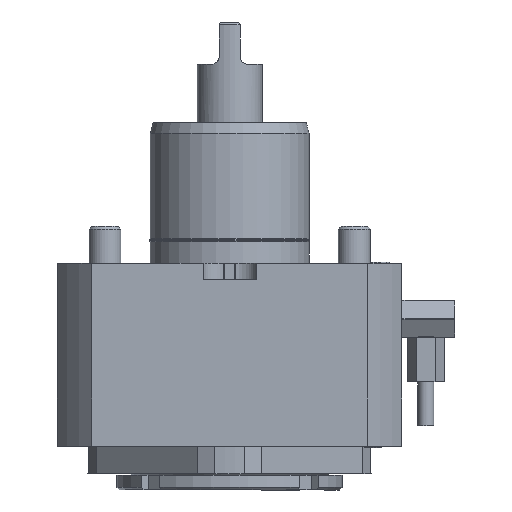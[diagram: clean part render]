
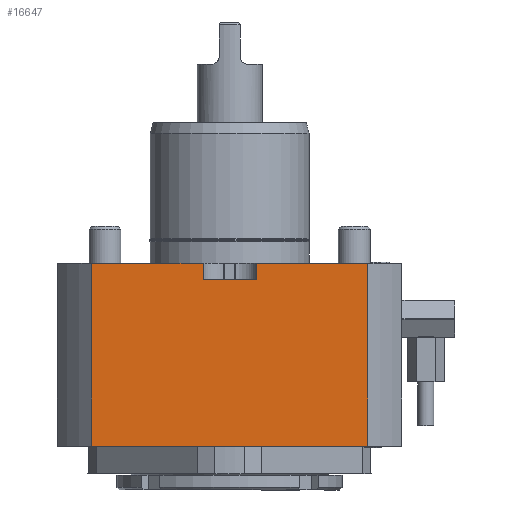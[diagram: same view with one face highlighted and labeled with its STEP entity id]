
A CAD part, front view. The second image highlights one B-rep face of the part: STEP entity #16647.
In plain terms, the highlighted planar face has unit normal (0, -1, 0).
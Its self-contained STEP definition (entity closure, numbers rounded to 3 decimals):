
#298 = CARTESIAN_POINT ( 'NONE',  ( 32.5, -54., -6.1 ) ) ;
#660 = DIRECTION ( 'NONE',  ( -1., 0., 0. ) ) ;
#904 = CARTESIAN_POINT ( 'NONE',  ( 10., -54., -34.5 ) ) ;
#1275 = CARTESIAN_POINT ( 'NONE',  ( 52.048, -54., 0. ) ) ;
#1330 = ORIENTED_EDGE ( 'NONE', *, *, #9894, .T. ) ;
#1347 = DIRECTION ( 'NONE',  ( -1., 0., 0. ) ) ;
#2191 = ORIENTED_EDGE ( 'NONE', *, *, #5963, .T. ) ;
#3036 = DIRECTION ( 'NONE',  ( 0., -1., 0. ) ) ;
#3318 = VECTOR ( 'NONE', #4329, 1000. ) ;
#3540 = CARTESIAN_POINT ( 'NONE',  ( -10., -54., -6.1 ) ) ;
#4329 = DIRECTION ( 'NONE',  ( 0., 0., 1. ) ) ;
#4424 = VERTEX_POINT ( 'NONE', #20348 ) ;
#4789 = EDGE_CURVE ( 'NONE', #19431, #4424, #14757, .T. ) ;
#4966 = DIRECTION ( 'NONE',  ( -1., 0., 0. ) ) ;
#4980 = VECTOR ( 'NONE', #16583, 1000. ) ;
#5079 = CARTESIAN_POINT ( 'NONE',  ( 52.048, -54., 0. ) ) ;
#5363 = VECTOR ( 'NONE', #660, 1000. ) ;
#5963 = EDGE_CURVE ( 'NONE', #4424, #14411, #15640, .T. ) ;
#6072 = CARTESIAN_POINT ( 'NONE',  ( -10., -54., -34.5 ) ) ;
#6303 = CARTESIAN_POINT ( 'NONE',  ( 52.048, -54., -69. ) ) ;
#6582 = LINE ( 'NONE', #1275, #8715 ) ;
#6749 = CARTESIAN_POINT ( 'NONE',  ( 65., -54., -69. ) ) ;
#6770 = LINE ( 'NONE', #20626, #7610 ) ;
#6986 = FACE_OUTER_BOUND ( 'NONE', #8541, .T. ) ;
#7283 = EDGE_CURVE ( 'NONE', #11573, #19431, #13736, .T. ) ;
#7610 = VECTOR ( 'NONE', #1347, 1000. ) ;
#8090 = ORIENTED_EDGE ( 'NONE', *, *, #10175, .T. ) ;
#8541 = EDGE_LOOP ( 'NONE', ( #13547, #8090, #1330, #15739, #18480, #13432, #9764, #2191 ) ) ;
#8715 = VECTOR ( 'NONE', #15487, 1000. ) ;
#9764 = ORIENTED_EDGE ( 'NONE', *, *, #4789, .T. ) ;
#9894 = EDGE_CURVE ( 'NONE', #14816, #21938, #14346, .T. ) ;
#10175 = EDGE_CURVE ( 'NONE', #12920, #14816, #6770, .T. ) ;
#10807 = DIRECTION ( 'NONE',  ( 0., 0., -1. ) ) ;
#11573 = VERTEX_POINT ( 'NONE', #5079 ) ;
#11596 = LINE ( 'NONE', #6072, #3318 ) ;
#12674 = VECTOR ( 'NONE', #10807, 1000. ) ;
#12920 = VERTEX_POINT ( 'NONE', #19132 ) ;
#13135 = AXIS2_PLACEMENT_3D ( 'NONE', #6749, #3036, #4966 ) ;
#13432 = ORIENTED_EDGE ( 'NONE', *, *, #7283, .T. ) ;
#13547 = ORIENTED_EDGE ( 'NONE', *, *, #14559, .T. ) ;
#13736 = LINE ( 'NONE', #22379, #22521 ) ;
#14346 = LINE ( 'NONE', #21339, #12674 ) ;
#14411 = VERTEX_POINT ( 'NONE', #3540 ) ;
#14559 = EDGE_CURVE ( 'NONE', #14411, #12920, #11596, .T. ) ;
#14757 = LINE ( 'NONE', #904, #4980 ) ;
#14816 = VERTEX_POINT ( 'NONE', #16976 ) ;
#15477 = VERTEX_POINT ( 'NONE', #6303 ) ;
#15487 = DIRECTION ( 'NONE',  ( 0., 0., 1. ) ) ;
#15640 = LINE ( 'NONE', #298, #20232 ) ;
#15739 = ORIENTED_EDGE ( 'NONE', *, *, #21564, .F. ) ;
#16442 = CARTESIAN_POINT ( 'NONE',  ( 65., -54., -69. ) ) ;
#16583 = DIRECTION ( 'NONE',  ( 0., 0., -1. ) ) ;
#16647 = ADVANCED_FACE ( 'NONE', ( #6986 ), #17360, .T. ) ;
#16976 = CARTESIAN_POINT ( 'NONE',  ( -52.048, -54., 0. ) ) ;
#17360 = PLANE ( 'NONE',  #13135 ) ;
#18480 = ORIENTED_EDGE ( 'NONE', *, *, #21843, .T. ) ;
#19132 = CARTESIAN_POINT ( 'NONE',  ( -10., -54., 0. ) ) ;
#19298 = CARTESIAN_POINT ( 'NONE',  ( -52.048, -54., -69. ) ) ;
#19431 = VERTEX_POINT ( 'NONE', #21592 ) ;
#20232 = VECTOR ( 'NONE', #22682, 1000. ) ;
#20348 = CARTESIAN_POINT ( 'NONE',  ( 10., -54., -6.1 ) ) ;
#20626 = CARTESIAN_POINT ( 'NONE',  ( 65., -54., 0. ) ) ;
#20732 = DIRECTION ( 'NONE',  ( -1., 0., 0. ) ) ;
#21339 = CARTESIAN_POINT ( 'NONE',  ( -52.048, -54., 0. ) ) ;
#21529 = LINE ( 'NONE', #16442, #5363 ) ;
#21564 = EDGE_CURVE ( 'NONE', #15477, #21938, #21529, .T. ) ;
#21592 = CARTESIAN_POINT ( 'NONE',  ( 10., -54., 0. ) ) ;
#21843 = EDGE_CURVE ( 'NONE', #15477, #11573, #6582, .T. ) ;
#21938 = VERTEX_POINT ( 'NONE', #19298 ) ;
#22379 = CARTESIAN_POINT ( 'NONE',  ( 65., -54., 0. ) ) ;
#22521 = VECTOR ( 'NONE', #20732, 1000. ) ;
#22682 = DIRECTION ( 'NONE',  ( -1., 0., 0. ) ) ;
